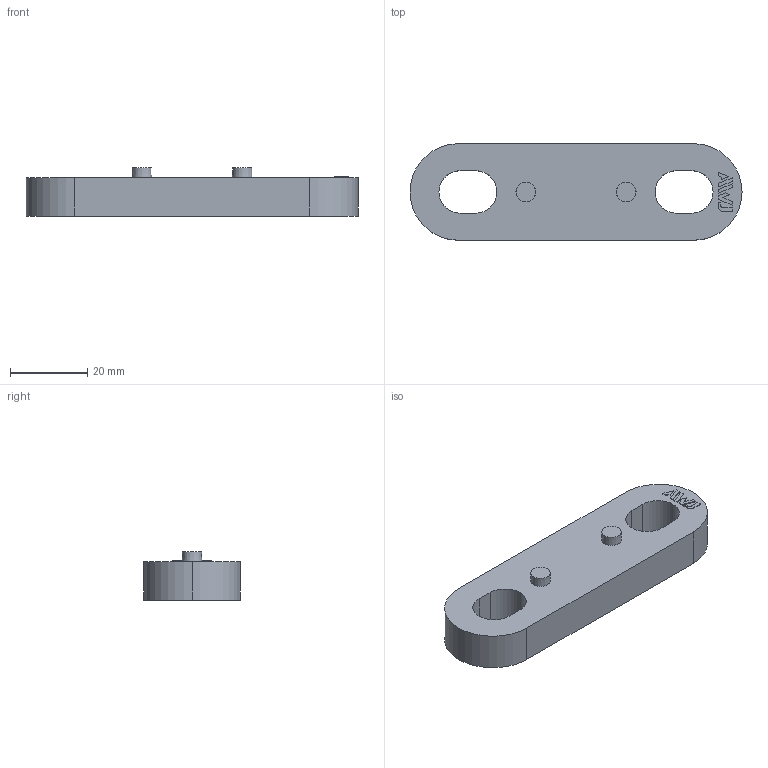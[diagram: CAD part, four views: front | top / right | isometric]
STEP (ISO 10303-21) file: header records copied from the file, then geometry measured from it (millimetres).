
FILE_DESCRIPTION( ( 'STEP AP203' ), '1' );
FILE_NAME( 'SG32・40SU.step', '2022-07-19T05:22:53', ( ' ' ), ( ' ' ), 'XStep 1.0', ' ', ' ' );
FILE_SCHEMA( ( 'CONFIG_CONTROL_DESIGN' ) );
Length unit declared in the file: millimetre
Products named in the file (1): 1
Bounding box: 86 x 25 x 12.5 mm (x, y, z)
Volume: 11715.1 mm3; surface area: 11978.6 mm2
Topology: 1 solids, 1 shells, 278 faces, 708 edges, 474 vertices
Faces by surface type: plane 238, cylinder 38, cone 2
Full cylindrical faces by diameter (mm): 3.5 x4
Entity records: 8268 total; most frequent: CARTESIAN_POINT 1443, ORIENTED_EDGE 1392, DIRECTION 1334, EDGE_CURVE 696, LINE 616, VECTOR 616, VERTEX_POINT 468, AXIS2_PLACEMENT_3D 359
